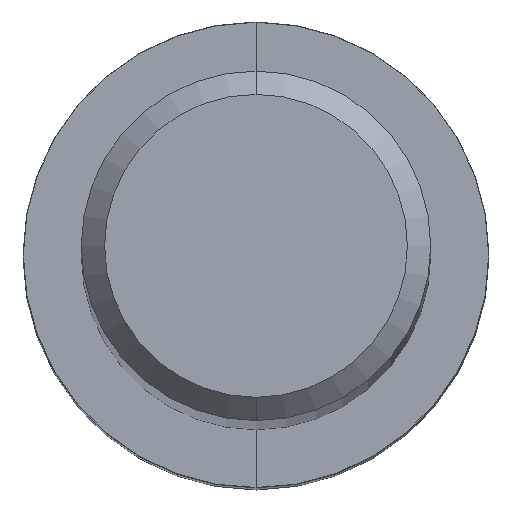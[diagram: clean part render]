
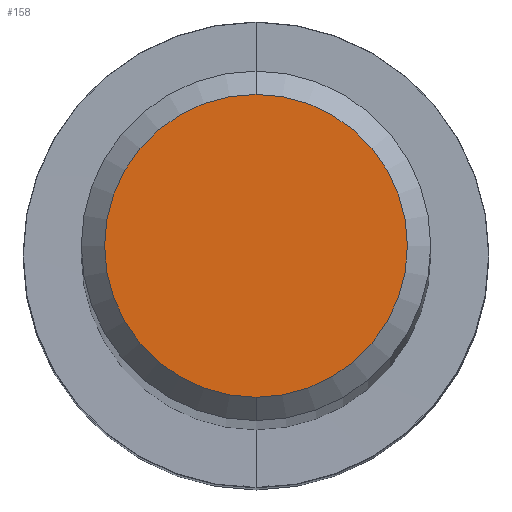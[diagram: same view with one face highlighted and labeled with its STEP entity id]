
A CAD part, top view. The second image highlights one B-rep face of the part: STEP entity #158.
In plain terms, the highlighted planar face has unit normal (0, 0, 1).
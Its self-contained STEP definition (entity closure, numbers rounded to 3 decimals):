
#158=ADVANCED_FACE('',(#427),#428,.T.);
#318=EDGE_CURVE('',#356,#362,#603,.T.);
#328=EDGE_CURVE('',#362,#356,#615,.T.);
#356=VERTEX_POINT('',#646);
#362=VERTEX_POINT('',#653);
#427=FACE_OUTER_BOUND('',#714,.T.);
#428=PLANE('',#715);
#603=CIRCLE('',#1080,2.6);
#615=CIRCLE('',#1120,2.6);
#646=CARTESIAN_POINT('',(0.,-2.6,0.0));
#653=CARTESIAN_POINT('',(0.0,2.6,0.0));
#714=EDGE_LOOP('',(#1289,#1290));
#715=AXIS2_PLACEMENT_3D('',#1291,#1292,#1293);
#1080=AXIS2_PLACEMENT_3D('',#1453,#1454,#1455);
#1120=AXIS2_PLACEMENT_3D('',#1478,#1479,#1480);
#1289=ORIENTED_EDGE('',*,*,#328,.F.);
#1290=ORIENTED_EDGE('',*,*,#318,.F.);
#1291=CARTESIAN_POINT('',(0.0,1.3,0.0));
#1292=DIRECTION('',(-0.0,0.0,1.0));
#1293=DIRECTION('',(0.0,-1.0,0.0));
#1453=CARTESIAN_POINT('',(0.0,0.0,0.0));
#1454=DIRECTION('',(0.0,0.0,-1.0));
#1455=DIRECTION('',(0.0,1.0,0.0));
#1478=CARTESIAN_POINT('',(0.0,0.0,0.0));
#1479=DIRECTION('',(0.0,0.0,-1.0));
#1480=DIRECTION('',(0.0,1.0,0.0));
